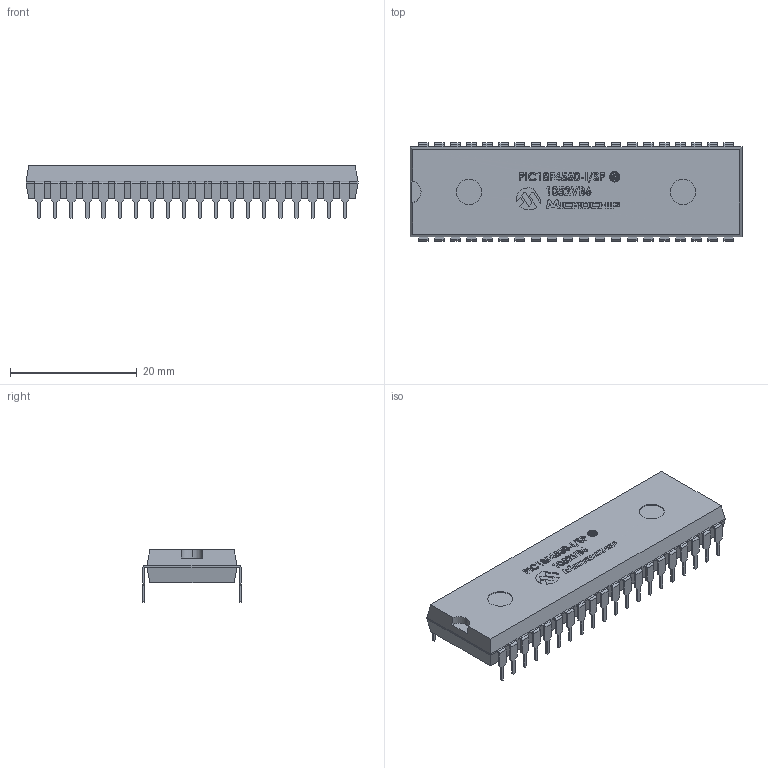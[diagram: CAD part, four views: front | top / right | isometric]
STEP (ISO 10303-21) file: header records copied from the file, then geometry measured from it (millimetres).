
FILE_DESCRIPTION (( 'STEP AP214' ), '1' );
FILE_NAME ('User Library-PIC18F4550-DIP40-600.STEP', '2021-10-21T20:30:40', ( '' ), ( '' ), 'SwSTEP 2.0', 'SolidWorks 2021', '' );
FILE_SCHEMA (( 'AUTOMOTIVE_DESIGN' ));
Length unit declared in the file: millimetre
Products named in the file (1): User Library-PIC18F4550-DIP40-600
Bounding box: 52.45 x 15.49 x 8.28 mm (x, y, z)
Volume: 3783.9 mm3; surface area: 2700 mm2
Topology: 1 solids, 1 shells, 1112 faces, 2841 edges, 1784 vertices
Faces by surface type: plane 840, bspline 143, cylinder 129
Entity records: 40924 total; most frequent: CARTESIAN_POINT 14055, ORIENTED_EDGE 5682, DIRECTION 4751, EDGE_CURVE 2841, VECTOR 2295, LINE 2295, VERTEX_POINT 1784, AXIS2_PLACEMENT_3D 1228
